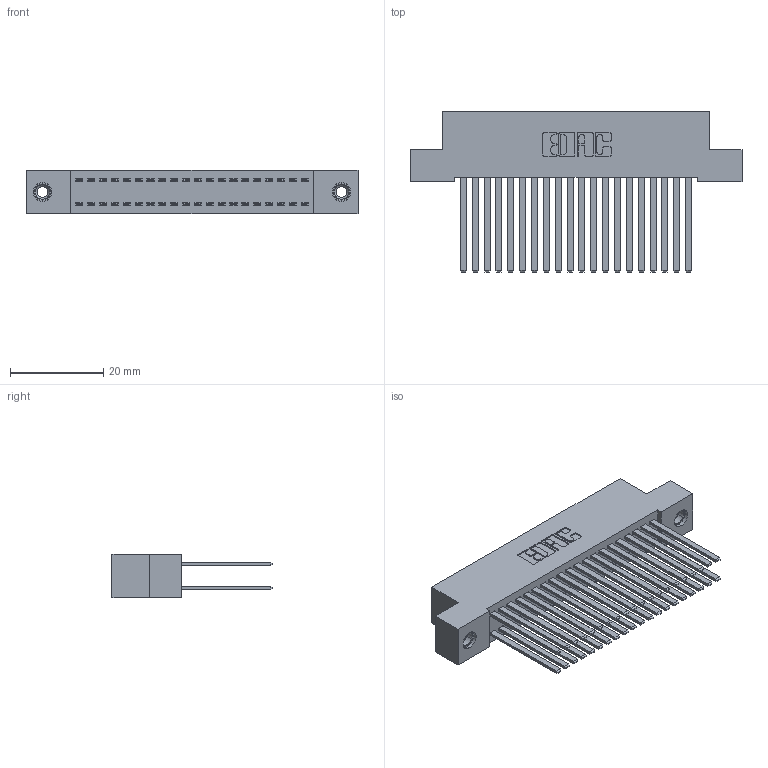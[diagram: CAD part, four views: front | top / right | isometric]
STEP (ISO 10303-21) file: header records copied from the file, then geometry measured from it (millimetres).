
FILE_DESCRIPTION (( 'STEP AP203' ), '1' );
FILE_NAME ('342-040-544-208.STEP', '2019-10-02T16:57:37', ( '' ), ( '' ), 'SwSTEP 2.0', 'SolidWorks 2016', '' );
FILE_SCHEMA (( 'CONFIG_CONTROL_DESIGN' ));
Length unit declared in the file: inch
Products named in the file (4): 345-292-001_345-293-144; 345-250-001_345-250-003-102; 342-040-544-208; 342 Part_TI
Assembly tree (43 placements, depth 2):
  342-040-544-208
    342 Part_TI
    345-292-001_345-293-144  x40
    345-250-001_345-250-003-102  x2
Bounding box: 71.12 x 34.3 x 9.4 mm (x, y, z)
Volume: 6841 mm3; surface area: 12156.5 mm2
Topology: 43 solids, 43 shells, 2010 faces, 5915 edges, 3882 vertices
Faces by surface type: plane 1378, cylinder 616, cone 12, torus 4
Entity records: 16582 total; most frequent: CARTESIAN_POINT 2753, ORIENTED_EDGE 2682, DIRECTION 2419, EDGE_CURVE 1341, LINE 1197, VECTOR 1197, VERTEX_POINT 888, AXIS2_PLACEMENT_3D 611
